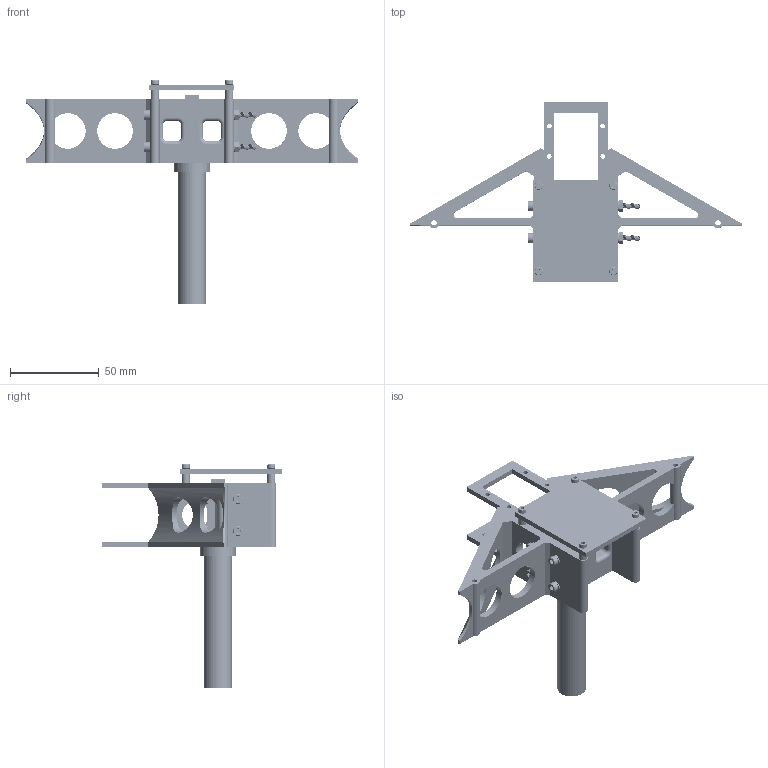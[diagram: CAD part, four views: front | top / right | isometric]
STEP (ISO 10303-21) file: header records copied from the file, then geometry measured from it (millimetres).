
FILE_DESCRIPTION(/* description */ (''),/* implementation_level */ '2;1');
FILE_NAME(/* name */ 'jig_teststand_v24.step',/* time_stamp */ '2023-01-15T12:02:53-08:00',/* author */ (''),/* organization */ (''),/* preprocessor_version */ 'ST-DEVELOPER v19.2',/* originating_system */ 'Autodesk Translation Framework v11.17.0.187',/* authorisation */ '');
FILE_SCHEMA (('AUTOMOTIVE_DESIGN { 1 0 10303 214 3 1 1 }'));
Length unit declared in the file: millimetre
Products named in the file (36): jig_teststand; jig_teststand_dynamixel_bracket; jig_teststand_dynamixel_bracket_spacer; jig_teststand_post; jig_teststand_bumper; fasteners; M3 washer; M3 washer_1; M3 nut; M3 nut_1; M3 x 60; M3 x 60_1; M3 washer_2; M3 washer_3; M3 washer_4; M3 washer_5; M3 nut_2; M3 nut_3; 91828A211_18-8 Stainless Steel Hex Nut; M3 washer_6; M3 washer_7; 98689A112_General Purpose 18-8 Stainless Steel Washer; M3 x 60_2; M3 x 60_3; 91292A267_18-8 Stainless Steel Socket Head Screw; test interface; U2D3PHB; M2.5 x 5 nylon spacer; M2.5 x 5 nylon spacer_1; M2.5 x 5 nylon spacer_2; 99072A109_Black Nylon Unthreaded Spacer; M2.5 x 16; M2.5 x 16_1; M2.5 x 16_2; M2.5 x 16_3; 91292A018_18-8 Stainless Steel Socket Head Screw
Assembly tree (58 placements, depth 4):
  jig_teststand
    jig_teststand_dynamixel_bracket  x2
    jig_teststand_post  x2
    jig_teststand_bumper  x2
    jig_teststand_dynamixel_bracket_spacer  x2
    fasteners
      M3 washer
        98689A112_General Purpose 18-8 Stainless Steel Washer
      M3 washer_1
        98689A112_General Purpose 18-8 Stainless Steel Washer
      M3 nut
        91828A211_18-8 Stainless Steel Hex Nut
      M3 nut_1
        91828A211_18-8 Stainless Steel Hex Nut
      M3 x 60
        91292A267_18-8 Stainless Steel Socket Head Screw
      M3 x 60_1
        91292A267_18-8 Stainless Steel Socket Head Screw
      M3 washer_2
        98689A112_General Purpose 18-8 Stainless Steel Washer
      M3 washer_3
        98689A112_General Purpose 18-8 Stainless Steel Washer
      M3 washer_4
        98689A112_General Purpose 18-8 Stainless Steel Washer
      M3 washer_5
        98689A112_General Purpose 18-8 Stainless Steel Washer
      M3 nut_2
        91828A211_18-8 Stainless Steel Hex Nut
      M3 nut_3
        91828A211_18-8 Stainless Steel Hex Nut
      M3 washer_6
        98689A112_General Purpose 18-8 Stainless Steel Washer
      M3 washer_7
        98689A112_General Purpose 18-8 Stainless Steel Washer
      M3 x 60_2
        91292A267_18-8 Stainless Steel Socket Head Screw
      M3 x 60_3
        91292A267_18-8 Stainless Steel Socket Head Screw
    test interface
      U2D3PHB
      M2.5 x 5 nylon spacer
        99072A109_Black Nylon Unthreaded Spacer
      M2.5 x 5 nylon spacer_1
        99072A109_Black Nylon Unthreaded Spacer
      M2.5 x 5 nylon spacer_2  x2
        99072A109_Black Nylon Unthreaded Spacer
      M2.5 x 16
        91292A018_18-8 Stainless Steel Socket Head Screw
      M2.5 x 16_1
        91292A018_18-8 Stainless Steel Socket Head Screw
      M2.5 x 16_2
        91292A018_18-8 Stainless Steel Socket Head Screw
      M2.5 x 16_3
        91292A018_18-8 Stainless Steel Socket Head Screw
Bounding box: 186.53 x 101.07 x 125.45 mm (x, y, z)
Volume: 107750 mm3; surface area: 71493.3 mm2
Topology: 35 solids, 35 shells, 1724 faces, 4662 edges, 3020 vertices
Faces by surface type: cylinder 1106, plane 342, cone 220, bspline 40, torus 16
Full cylindrical faces by diameter (mm): 2.7 x12, 2.8 x8, 3 x14, 3.2 x8, 4 x4
Entity records: 25996 total; most frequent: CARTESIAN_POINT 13345, ORIENTED_EDGE 2812, DIRECTION 2243, EDGE_CURVE 1406, VERTEX_POINT 913, AXIS2_PLACEMENT_3D 810, LINE 623, VECTOR 623
